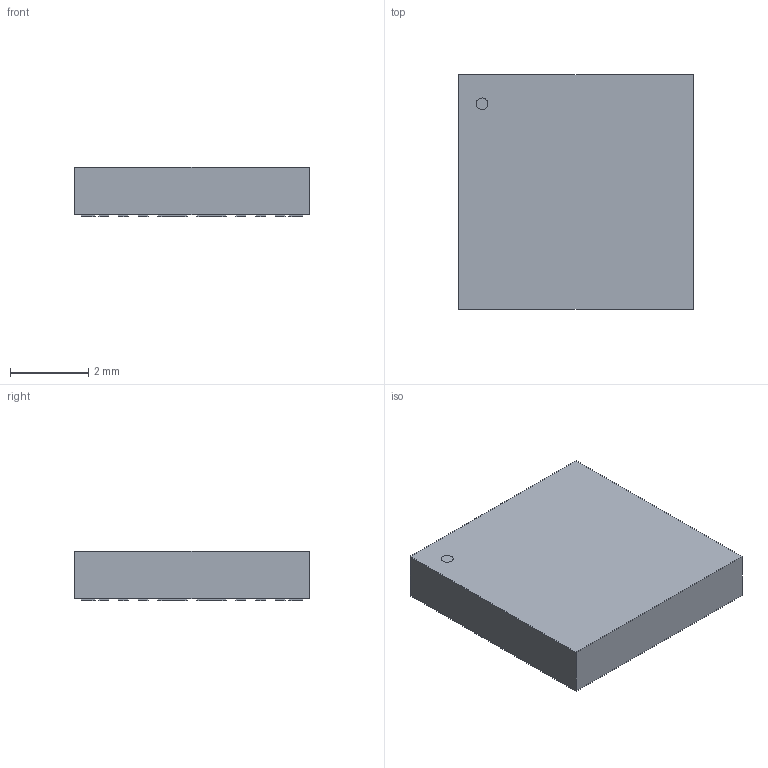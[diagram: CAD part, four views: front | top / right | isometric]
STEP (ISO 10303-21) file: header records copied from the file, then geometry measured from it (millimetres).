
FILE_DESCRIPTION(('STEP AP214'),'1');
FILE_NAME('BGM220S_SIL','2025-06-25T02:09:43',(''),(''),'','','');
FILE_SCHEMA(('AUTOMOTIVE_DESIGN'));
Length unit declared in the file: millimetre
Products named in the file (1): product
Bounding box: 5.99 x 5.99 x 1.27 mm (x, y, z)
Volume: 44 mm3; surface area: 113.4 mm2
Topology: 46 solids, 46 shells, 273 faces, 543 edges, 362 vertices
Faces by surface type: plane 272, cylinder 1
Full cylindrical faces by diameter (mm): 0.3 x1
Entity records: 6709 total; most frequent: DIRECTION 1094, ORIENTED_EDGE 1084, CARTESIAN_POINT 639, EDGE_CURVE 542, LINE 540, VECTOR 540, VERTEX_POINT 362, AXIS2_PLACEMENT_3D 277
